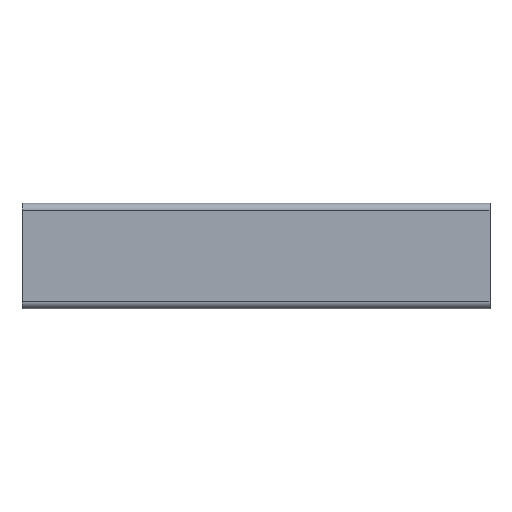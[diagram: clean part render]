
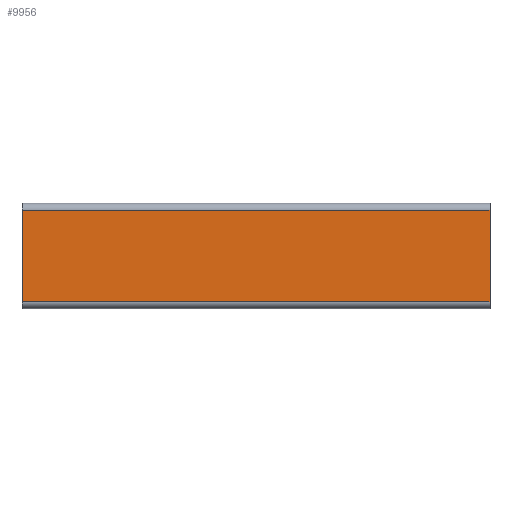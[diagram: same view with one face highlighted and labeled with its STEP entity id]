
A CAD part, left-side view. The second image highlights one B-rep face of the part: STEP entity #9956.
In plain terms, the highlighted planar face has unit normal (-1, 0, 0).
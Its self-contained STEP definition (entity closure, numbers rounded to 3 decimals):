
#260 = CARTESIAN_POINT ( 'NONE',  ( -45., 200., -19.5 ) ) ;
#857 = VECTOR ( 'NONE', #11089, 1000. ) ;
#1205 = LINE ( 'NONE', #13485, #2999 ) ;
#1435 = ORIENTED_EDGE ( 'NONE', *, *, #11677, .T. ) ;
#1894 = FACE_OUTER_BOUND ( 'NONE', #2668, .T. ) ;
#2133 = VERTEX_POINT ( 'NONE', #13210 ) ;
#2441 = VERTEX_POINT ( 'NONE', #11535 ) ;
#2668 = EDGE_LOOP ( 'NONE', ( #14697, #1435, #4130, #4050 ) ) ;
#2807 = DIRECTION ( 'NONE',  ( 0., 0., 1. ) ) ;
#2952 = CARTESIAN_POINT ( 'NONE',  ( -45., 0., -19.5 ) ) ;
#2999 = VECTOR ( 'NONE', #6614, 1000. ) ;
#3328 = CARTESIAN_POINT ( 'NONE',  ( -45., 0., -19.5 ) ) ;
#3820 = CARTESIAN_POINT ( 'NONE',  ( -45., 0., 19.5 ) ) ;
#3847 = LINE ( 'NONE', #11085, #5278 ) ;
#4050 = ORIENTED_EDGE ( 'NONE', *, *, #13682, .F. ) ;
#4130 = ORIENTED_EDGE ( 'NONE', *, *, #13923, .F. ) ;
#4971 = LINE ( 'NONE', #2952, #857 ) ;
#5278 = VECTOR ( 'NONE', #8886, 1000. ) ;
#6237 = VECTOR ( 'NONE', #2807, 1000. ) ;
#6277 = VERTEX_POINT ( 'NONE', #260 ) ;
#6459 = VERTEX_POINT ( 'NONE', #3820 ) ;
#6614 = DIRECTION ( 'NONE',  ( 0., 0., 1. ) ) ;
#6805 = PLANE ( 'NONE',  #9654 ) ;
#7717 = EDGE_CURVE ( 'NONE', #2133, #6459, #10199, .T. ) ;
#8886 = DIRECTION ( 'NONE',  ( 0., 1., 0. ) ) ;
#9654 = AXIS2_PLACEMENT_3D ( 'NONE', #3328, #13569, #14686 ) ;
#9956 = ADVANCED_FACE ( 'NONE', ( #1894 ), #6805, .T. ) ;
#10199 = LINE ( 'NONE', #12997, #6237 ) ;
#11085 = CARTESIAN_POINT ( 'NONE',  ( -45., 0., 19.5 ) ) ;
#11089 = DIRECTION ( 'NONE',  ( 0., 1., 0. ) ) ;
#11535 = CARTESIAN_POINT ( 'NONE',  ( -45., 200., 19.5 ) ) ;
#11677 = EDGE_CURVE ( 'NONE', #6459, #2441, #3847, .T. ) ;
#12997 = CARTESIAN_POINT ( 'NONE',  ( -45., 0., -19.5 ) ) ;
#13210 = CARTESIAN_POINT ( 'NONE',  ( -45., 0., -19.5 ) ) ;
#13485 = CARTESIAN_POINT ( 'NONE',  ( -45., 200., 0. ) ) ;
#13569 = DIRECTION ( 'NONE',  ( -1., 0., 0. ) ) ;
#13682 = EDGE_CURVE ( 'NONE', #2133, #6277, #4971, .T. ) ;
#13923 = EDGE_CURVE ( 'NONE', #6277, #2441, #1205, .T. ) ;
#14686 = DIRECTION ( 'NONE',  ( 0., 0., 1. ) ) ;
#14697 = ORIENTED_EDGE ( 'NONE', *, *, #7717, .T. ) ;
